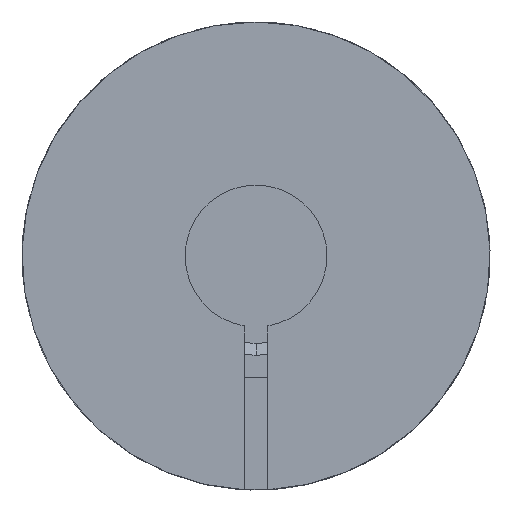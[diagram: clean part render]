
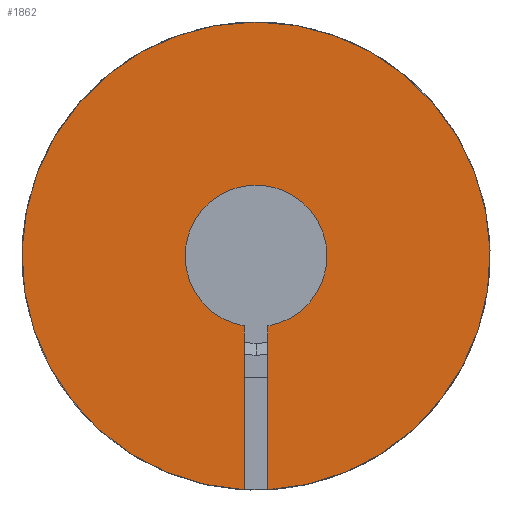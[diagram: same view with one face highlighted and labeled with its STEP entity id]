
A CAD part, front view. The second image highlights one B-rep face of the part: STEP entity #1862.
In plain terms, the highlighted planar face has unit normal (0, -1, 0).
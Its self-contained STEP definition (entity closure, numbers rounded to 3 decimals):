
#51 = VECTOR ( 'NONE', #1037, 1000. ) ;
#110 = EDGE_LOOP ( 'NONE', ( #1432, #585, #1258, #1063 ) ) ;
#149 = CARTESIAN_POINT ( 'NONE',  ( -0.5, -4., 0. ) ) ;
#173 = DIRECTION ( 'NONE',  ( 0., 0., 1. ) ) ;
#196 = DIRECTION ( 'NONE',  ( 0., 1., 0. ) ) ;
#275 = VECTOR ( 'NONE', #1089, 1000. ) ;
#327 = LINE ( 'NONE', #149, #51 ) ;
#330 = PLANE ( 'NONE',  #1022 ) ;
#340 = CARTESIAN_POINT ( 'NONE',  ( 0., -4., 0. ) ) ;
#344 = CARTESIAN_POINT ( 'NONE',  ( 0., -4., 0. ) ) ;
#460 = CARTESIAN_POINT ( 'NONE',  ( 0.5, -4., -2.958 ) ) ;
#474 = DIRECTION ( 'NONE',  ( 0., 1., 0. ) ) ;
#585 = ORIENTED_EDGE ( 'NONE', *, *, #760, .T. ) ;
#626 = AXIS2_PLACEMENT_3D ( 'NONE', #340, #743, #1177 ) ;
#743 = DIRECTION ( 'NONE',  ( 0., 1., 0. ) ) ;
#760 = EDGE_CURVE ( 'NONE', #1327, #994, #972, .T. ) ;
#862 = VERTEX_POINT ( 'NONE', #1147 ) ;
#866 = CARTESIAN_POINT ( 'NONE',  ( 0.5, -4., -9.887 ) ) ;
#904 = AXIS2_PLACEMENT_3D ( 'NONE', #344, #196, #1084 ) ;
#972 = LINE ( 'NONE', #1563, #275 ) ;
#994 = VERTEX_POINT ( 'NONE', #866 ) ;
#1022 = AXIS2_PLACEMENT_3D ( 'NONE', #1644, #474, #173 ) ;
#1037 = DIRECTION ( 'NONE',  ( 0., 0., -1. ) ) ;
#1063 = ORIENTED_EDGE ( 'NONE', *, *, #1429, .F. ) ;
#1084 = DIRECTION ( 'NONE',  ( 0., 0., 1. ) ) ;
#1089 = DIRECTION ( 'NONE',  ( 0., 0., -1. ) ) ;
#1147 = CARTESIAN_POINT ( 'NONE',  ( -0.5, -4., -9.887 ) ) ;
#1177 = DIRECTION ( 'NONE',  ( 0., 0., 1. ) ) ;
#1183 = FACE_OUTER_BOUND ( 'NONE', #110, .T. ) ;
#1258 = ORIENTED_EDGE ( 'NONE', *, *, #1614, .F. ) ;
#1300 = CARTESIAN_POINT ( 'NONE',  ( -0.5, -4., -2.958 ) ) ;
#1327 = VERTEX_POINT ( 'NONE', #460 ) ;
#1336 = VERTEX_POINT ( 'NONE', #1300 ) ;
#1361 = CIRCLE ( 'NONE', #904, 9.9 ) ;
#1395 = CIRCLE ( 'NONE', #626, 3. ) ;
#1429 = EDGE_CURVE ( 'NONE', #1336, #862, #327, .T. ) ;
#1432 = ORIENTED_EDGE ( 'NONE', *, *, #1638, .T. ) ;
#1563 = CARTESIAN_POINT ( 'NONE',  ( 0.5, -4., 0. ) ) ;
#1614 = EDGE_CURVE ( 'NONE', #862, #994, #1361, .T. ) ;
#1638 = EDGE_CURVE ( 'NONE', #1336, #1327, #1395, .T. ) ;
#1644 = CARTESIAN_POINT ( 'NONE',  ( 0., -4., 0. ) ) ;
#1862 = ADVANCED_FACE ( 'NONE', ( #1183 ), #330, .F. ) ;
